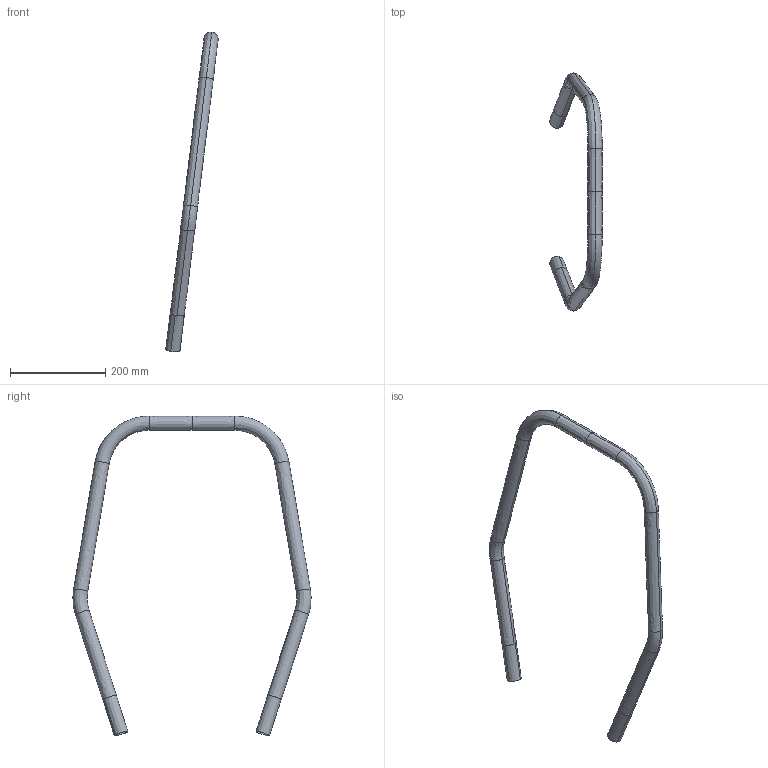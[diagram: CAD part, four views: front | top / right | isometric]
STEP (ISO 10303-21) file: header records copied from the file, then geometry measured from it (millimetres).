
FILE_DESCRIPTION(('CATIA V5 STEP Exchange'),'2;1');
FILE_NAME('Front_Hoop_Invictus.stp','2019-12-04T15:05:38+00:00',('none'),('none'),'CATIA Version 5 Release 19 SP 2 (IN-10)','CATIA V5 STEP AP203','none');
FILE_SCHEMA(('CONFIG_CONTROL_DESIGN'));
Length unit declared in the file: millimetre
Products named in the file (1): FH
Assembly tree (1 placements, depth 2):
  FH
    #58
Bounding box: 109.87 x 499.99 x 671.19 mm (x, y, z)
Surface area: 154604.5 mm2 (no closed solid volume)
Topology: 0 solids, 3 shells, 24 faces, 54 edges, 30 vertices
Faces by surface type: bspline 24
Entity records: 1546 total; most frequent: CARTESIAN_POINT 1220, ORIENTED_EDGE 96, EDGE_CURVE 54, VERTEX_POINT 30, ADVANCED_FACE 24, EDGE_LOOP 24, FACE_OUTER_BOUND 24, DIRECTION 4
